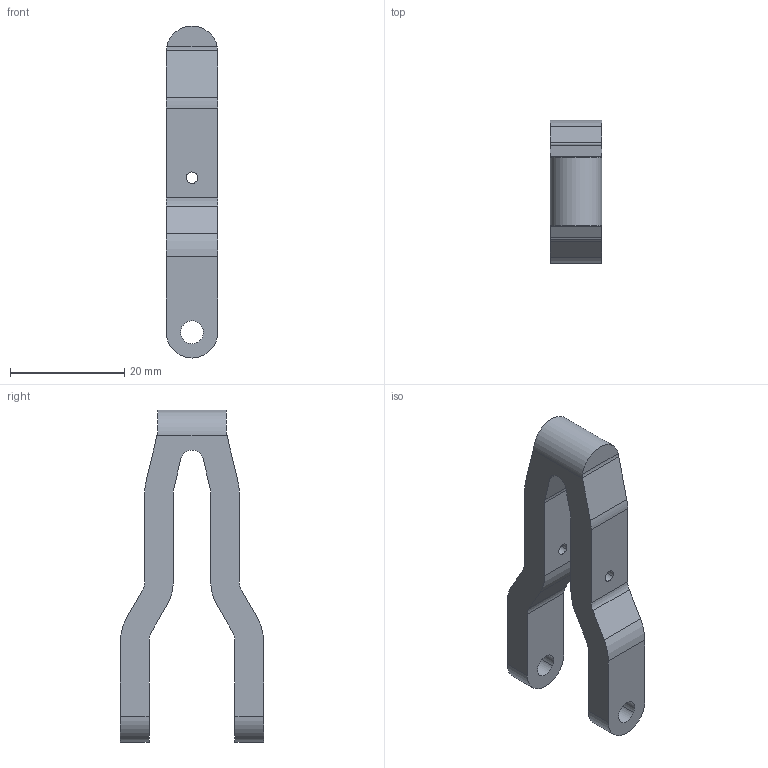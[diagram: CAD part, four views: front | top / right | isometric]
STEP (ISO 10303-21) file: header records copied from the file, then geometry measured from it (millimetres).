
FILE_DESCRIPTION(('CATIA V5 STEP Exchange'),'2;1');
FILE_NAME('Patte verrou position ski - 02 - Longueur.stp','2017-05-20T10:29:26+00:00',('none'),('none'),'CATIA Version 5 Release 16 (IN-10)','CATIA V5 STEP AP203','none');
FILE_SCHEMA(('CONFIG_CONTROL_DESIGN'));
Length unit declared in the file: millimetre
Products named in the file (1): Patte verrou position ski - 02 - Longueur
Bounding box: 9 x 25 x 58 mm (x, y, z)
Volume: 5132.8 mm3; surface area: 3430.4 mm2
Topology: 1 solids, 1 shells, 48 faces, 140 edges, 94 vertices
Faces by surface type: cylinder 28, plane 20
Entity records: 1604 total; most frequent: CARTESIAN_POINT 309, ORIENTED_EDGE 280, DIRECTION 216, EDGE_CURVE 140, AXIS2_PLACEMENT_3D 97, VERTEX_POINT 94, VECTOR 78, LINE 78
